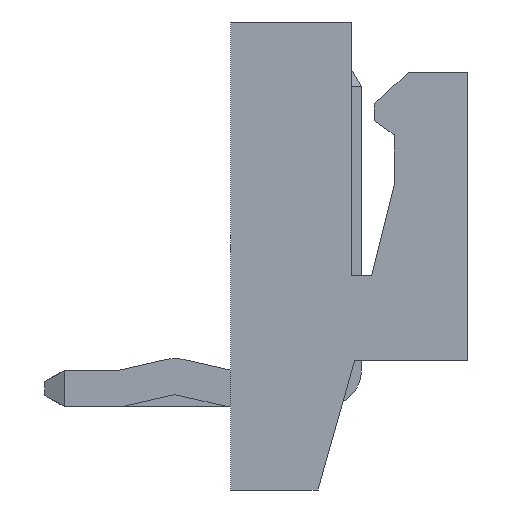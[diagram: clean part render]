
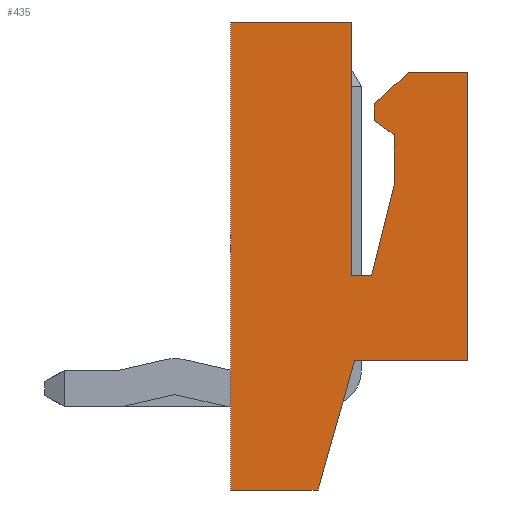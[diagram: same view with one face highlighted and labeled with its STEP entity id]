
A CAD part, left-side view. The second image highlights one B-rep face of the part: STEP entity #435.
In plain terms, the highlighted planar face has unit normal (-1, 0, 0).
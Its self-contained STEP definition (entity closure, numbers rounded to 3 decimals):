
#435 = ADVANCED_FACE( '', ( #1029 ), #1030, .T. );
#1029 = FACE_OUTER_BOUND( '', #1853, .T. );
#1030 = PLANE( '', #1854 );
#1853 = EDGE_LOOP( '', ( #2710, #2711, #2712, #2713, #2714, #2715, #2716, #2717, #2718, #2719, #2720, #2721, #2722, #2723 ) );
#1854 = AXIS2_PLACEMENT_3D( '', #2724, #2725, #2726 );
#2710 = ORIENTED_EDGE( '', *, *, #5152, .F. );
#2711 = ORIENTED_EDGE( '', *, *, #5153, .T. );
#2712 = ORIENTED_EDGE( '', *, *, #5154, .T. );
#2713 = ORIENTED_EDGE( '', *, *, #5155, .T. );
#2714 = ORIENTED_EDGE( '', *, *, #5156, .T. );
#2715 = ORIENTED_EDGE( '', *, *, #5157, .F. );
#2716 = ORIENTED_EDGE( '', *, *, #5158, .T. );
#2717 = ORIENTED_EDGE( '', *, *, #5159, .F. );
#2718 = ORIENTED_EDGE( '', *, *, #5160, .F. );
#2719 = ORIENTED_EDGE( '', *, *, #5161, .F. );
#2720 = ORIENTED_EDGE( '', *, *, #5162, .F. );
#2721 = ORIENTED_EDGE( '', *, *, #5163, .F. );
#2722 = ORIENTED_EDGE( '', *, *, #5164, .F. );
#2723 = ORIENTED_EDGE( '', *, *, #5165, .F. );
#2724 = CARTESIAN_POINT( '', ( -13.75, -1.9, -3. ) );
#2725 = DIRECTION( '', ( -1., 0., 0. ) );
#2726 = DIRECTION( '', ( 0., 0., 1. ) );
#5152 = EDGE_CURVE( '', #6162, #6163, #6164, .T. );
#5153 = EDGE_CURVE( '', #6162, #6165, #6166, .T. );
#5154 = EDGE_CURVE( '', #6165, #6167, #6168, .T. );
#5155 = EDGE_CURVE( '', #6167, #6169, #6170, .T. );
#5156 = EDGE_CURVE( '', #6169, #6171, #6172, .T. );
#5157 = EDGE_CURVE( '', #6173, #6171, #6174, .T. );
#5158 = EDGE_CURVE( '', #6173, #6175, #6176, .T. );
#5159 = EDGE_CURVE( '', #6177, #6175, #6178, .T. );
#5160 = EDGE_CURVE( '', #6179, #6177, #6180, .T. );
#5161 = EDGE_CURVE( '', #6181, #6179, #6182, .T. );
#5162 = EDGE_CURVE( '', #6183, #6181, #6184, .T. );
#5163 = EDGE_CURVE( '', #6185, #6183, #6186, .T. );
#5164 = EDGE_CURVE( '', #6187, #6185, #6188, .T. );
#5165 = EDGE_CURVE( '', #6163, #6187, #6189, .T. );
#6162 = VERTEX_POINT( '', #7640 );
#6163 = VERTEX_POINT( '', #7641 );
#6164 = LINE( '', #7642, #7643 );
#6165 = VERTEX_POINT( '', #7644 );
#6166 = LINE( '', #7645, #7646 );
#6167 = VERTEX_POINT( '', #7647 );
#6168 = LINE( '', #7648, #7649 );
#6169 = VERTEX_POINT( '', #7650 );
#6170 = LINE( '', #7651, #7652 );
#6171 = VERTEX_POINT( '', #7653 );
#6172 = LINE( '', #7654, #7655 );
#6173 = VERTEX_POINT( '', #7656 );
#6174 = LINE( '', #7657, #7658 );
#6175 = VERTEX_POINT( '', #7659 );
#6176 = LINE( '', #7660, #7661 );
#6177 = VERTEX_POINT( '', #7662 );
#6178 = LINE( '', #7663, #7664 );
#6179 = VERTEX_POINT( '', #7665 );
#6180 = LINE( '', #7666, #7667 );
#6181 = VERTEX_POINT( '', #7668 );
#6182 = LINE( '', #7669, #7670 );
#6183 = VERTEX_POINT( '', #7671 );
#6184 = LINE( '', #7672, #7673 );
#6185 = VERTEX_POINT( '', #7674 );
#6186 = LINE( '', #7675, #7676 );
#6187 = VERTEX_POINT( '', #7677 );
#6188 = LINE( '', #7678, #7679 );
#6189 = LINE( '', #7680, #7681 );
#7640 = CARTESIAN_POINT( '', ( -13.75, 0.15, 3. ) );
#7641 = CARTESIAN_POINT( '', ( -13.75, 0.15, -1.5 ) );
#7642 = CARTESIAN_POINT( '', ( -13.75, 0.15, -1.5 ) );
#7643 = VECTOR( '', #9702, 1000. );
#7644 = CARTESIAN_POINT( '', ( -13.75, 2.3, 3. ) );
#7645 = CARTESIAN_POINT( '', ( -13.75, -1.9, 3. ) );
#7646 = VECTOR( '', #9703, 1000. );
#7647 = CARTESIAN_POINT( '', ( -13.75, 2.3, -5.3 ) );
#7648 = CARTESIAN_POINT( '', ( -13.75, 2.3, 3. ) );
#7649 = VECTOR( '', #9704, 1000. );
#7650 = CARTESIAN_POINT( '', ( -13.75, 0.75, -5.3 ) );
#7651 = CARTESIAN_POINT( '', ( -13.75, 2.3, -5.3 ) );
#7652 = VECTOR( '', #9705, 1000. );
#7653 = CARTESIAN_POINT( '', ( -13.75, 0.1, -3. ) );
#7654 = CARTESIAN_POINT( '', ( -13.75, 0.75, -5.3 ) );
#7655 = VECTOR( '', #9706, 1000. );
#7656 = CARTESIAN_POINT( '', ( -13.75, -1.9, -3. ) );
#7657 = CARTESIAN_POINT( '', ( -13.75, -1.9, -3. ) );
#7658 = VECTOR( '', #9707, 1000. );
#7659 = CARTESIAN_POINT( '', ( -13.75, -1.9, 2.1 ) );
#7660 = CARTESIAN_POINT( '', ( -13.75, -1.9, -3. ) );
#7661 = VECTOR( '', #9708, 1000. );
#7662 = CARTESIAN_POINT( '', ( -13.75, -0.85, 2.1 ) );
#7663 = CARTESIAN_POINT( '', ( -13.75, -0.85, 2.1 ) );
#7664 = VECTOR( '', #9709, 1000. );
#7665 = CARTESIAN_POINT( '', ( -13.75, -0.25, 1.55 ) );
#7666 = CARTESIAN_POINT( '', ( -13.75, -0.25, 1.55 ) );
#7667 = VECTOR( '', #9710, 1000. );
#7668 = CARTESIAN_POINT( '', ( -13.75, -0.25, 1.25 ) );
#7669 = CARTESIAN_POINT( '', ( -13.75, -0.25, 1.55 ) );
#7670 = VECTOR( '', #9711, 1000. );
#7671 = CARTESIAN_POINT( '', ( -13.75, -0.6, 1. ) );
#7672 = CARTESIAN_POINT( '', ( -13.75, -0.25, 1.25 ) );
#7673 = VECTOR( '', #9712, 1000. );
#7674 = CARTESIAN_POINT( '', ( -13.75, -0.6, 0.1 ) );
#7675 = CARTESIAN_POINT( '', ( -13.75, -0.6, 1. ) );
#7676 = VECTOR( '', #9713, 1000. );
#7677 = CARTESIAN_POINT( '', ( -13.75, -0.2, -1.5 ) );
#7678 = CARTESIAN_POINT( '', ( -13.75, -0.2, -1.5 ) );
#7679 = VECTOR( '', #9714, 1000. );
#7680 = CARTESIAN_POINT( '', ( -13.75, 0.15, -1.5 ) );
#7681 = VECTOR( '', #9715, 1000. );
#9702 = DIRECTION( '', ( 0., 0., -1. ) );
#9703 = DIRECTION( '', ( 0., 1., 0. ) );
#9704 = DIRECTION( '', ( 0., 0., -1. ) );
#9705 = DIRECTION( '', ( 0., -1., 0. ) );
#9706 = DIRECTION( '', ( 0., -0.272, 0.962 ) );
#9707 = DIRECTION( '', ( 0., 1., 0. ) );
#9708 = DIRECTION( '', ( 0., 0., 1. ) );
#9709 = DIRECTION( '', ( 0., -1., 0. ) );
#9710 = DIRECTION( '', ( 0., -0.737, 0.676 ) );
#9711 = DIRECTION( '', ( 0., 0., 1. ) );
#9712 = DIRECTION( '', ( 0., 0.814, 0.581 ) );
#9713 = DIRECTION( '', ( 0., 0., 1. ) );
#9714 = DIRECTION( '', ( 0., -0.243, 0.97 ) );
#9715 = DIRECTION( '', ( 0., -1., 0. ) );
